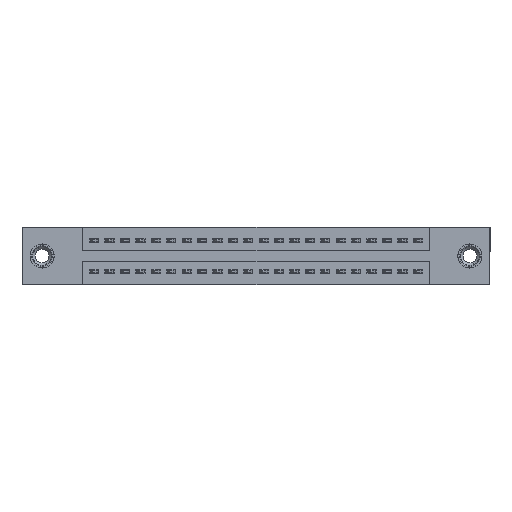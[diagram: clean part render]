
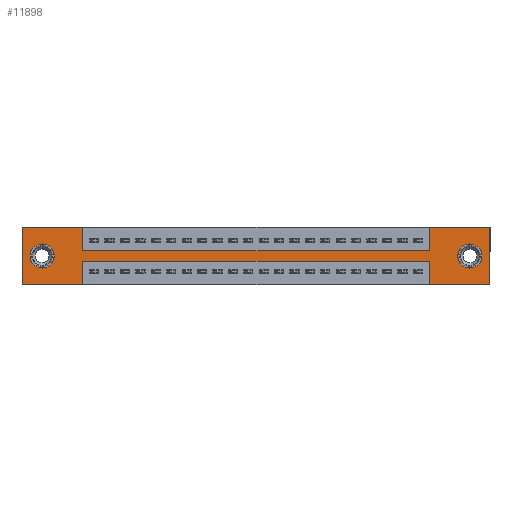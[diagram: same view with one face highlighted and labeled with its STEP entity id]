
A CAD part, front view. The second image highlights one B-rep face of the part: STEP entity #11898.
In plain terms, the highlighted planar face has unit normal (0, -1, 0).
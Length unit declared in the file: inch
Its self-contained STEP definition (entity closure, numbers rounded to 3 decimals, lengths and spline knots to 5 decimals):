
#153 = EDGE_CURVE ( 'NONE', #16049, #8093, #11110, .T. ) ;
#264 = CARTESIAN_POINT ( 'NONE',  ( 2.6425, 0., 0. ) ) ;
#273 = CARTESIAN_POINT ( 'NONE',  ( 0.3925, 0., -0.22 ) ) ;
#280 = AXIS2_PLACEMENT_3D ( 'NONE', #4949, #16904, #6699 ) ;
#491 = CIRCLE ( 'NONE', #10171, 0.078 ) ;
#600 = ORIENTED_EDGE ( 'NONE', *, *, #5957, .T. ) ;
#837 = CARTESIAN_POINT ( 'NONE',  ( 0., 0., 0. ) ) ;
#1171 = DIRECTION ( 'NONE',  ( 0., 0., -1. ) ) ;
#1402 = DIRECTION ( 'NONE',  ( 0., 0., -1. ) ) ;
#1892 = DIRECTION ( 'NONE',  ( 0., 0., 1. ) ) ;
#1928 = VERTEX_POINT ( 'NONE', #13908 ) ;
#2034 = ORIENTED_EDGE ( 'NONE', *, *, #6408, .F. ) ;
#2109 = DIRECTION ( 'NONE',  ( 0., 0., 1. ) ) ;
#2291 = LINE ( 'NONE', #8170, #11535 ) ;
#2590 = ORIENTED_EDGE ( 'NONE', *, *, #11685, .F. ) ;
#3134 = CARTESIAN_POINT ( 'NONE',  ( 0., 0., -0.37 ) ) ;
#3811 = VERTEX_POINT ( 'NONE', #18885 ) ;
#3978 = CARTESIAN_POINT ( 'NONE',  ( 2.6425, 0., -0.22 ) ) ;
#4190 = LINE ( 'NONE', #9775, #17278 ) ;
#4200 = VERTEX_POINT ( 'NONE', #21445 ) ;
#4678 = VERTEX_POINT ( 'NONE', #3978 ) ;
#4949 = CARTESIAN_POINT ( 'NONE',  ( 0.13, 0., -0.185 ) ) ;
#4997 = ORIENTED_EDGE ( 'NONE', *, *, #16267, .F. ) ;
#5222 = CARTESIAN_POINT ( 'NONE',  ( 0.13, 0., -0.263 ) ) ;
#5376 = CARTESIAN_POINT ( 'NONE',  ( 0., 0., 0. ) ) ;
#5503 = DIRECTION ( 'NONE',  ( 1., 0., 0. ) ) ;
#5537 = CARTESIAN_POINT ( 'NONE',  ( 0., 0., -0.37 ) ) ;
#5546 = VERTEX_POINT ( 'NONE', #6146 ) ;
#5672 = CARTESIAN_POINT ( 'NONE',  ( 0.3925, 0., -0.22 ) ) ;
#5836 = EDGE_CURVE ( 'NONE', #11647, #11276, #8599, .T. ) ;
#5876 = VECTOR ( 'NONE', #7962, 39.37008 ) ;
#5957 = EDGE_CURVE ( 'NONE', #13641, #3811, #11022, .T. ) ;
#6063 = CARTESIAN_POINT ( 'NONE',  ( 0., 0., -0.37 ) ) ;
#6080 = LINE ( 'NONE', #21817, #10112 ) ;
#6146 = CARTESIAN_POINT ( 'NONE',  ( 3.035, 0., 0. ) ) ;
#6408 = EDGE_CURVE ( 'NONE', #9653, #15049, #6419, .T. ) ;
#6419 = LINE ( 'NONE', #837, #5876 ) ;
#6591 = VERTEX_POINT ( 'NONE', #3134 ) ;
#6699 = DIRECTION ( 'NONE',  ( 0., 0., 1. ) ) ;
#6886 = EDGE_CURVE ( 'NONE', #4678, #19111, #12317, .T. ) ;
#7006 = ORIENTED_EDGE ( 'NONE', *, *, #13867, .F. ) ;
#7301 = ORIENTED_EDGE ( 'NONE', *, *, #16116, .F. ) ;
#7325 = ORIENTED_EDGE ( 'NONE', *, *, #20190, .F. ) ;
#7349 = DIRECTION ( 'NONE',  ( 0., 1., 0. ) ) ;
#7429 = EDGE_LOOP ( 'NONE', ( #10691, #18481, #9102, #9773, #7325, #7301, #17259, #7006, #4997, #2034, #16438, #2590 ) ) ;
#7962 = DIRECTION ( 'NONE',  ( 1., 0., 0. ) ) ;
#8093 = VERTEX_POINT ( 'NONE', #5222 ) ;
#8170 = CARTESIAN_POINT ( 'NONE',  ( 2.6425, 0., -0.37 ) ) ;
#8583 = AXIS2_PLACEMENT_3D ( 'NONE', #21617, #11652, #1171 ) ;
#8599 = LINE ( 'NONE', #5537, #21980 ) ;
#9043 = EDGE_LOOP ( 'NONE', ( #600, #9224 ) ) ;
#9102 = ORIENTED_EDGE ( 'NONE', *, *, #22102, .F. ) ;
#9175 = VECTOR ( 'NONE', #5503, 39.37008 ) ;
#9224 = ORIENTED_EDGE ( 'NONE', *, *, #16489, .T. ) ;
#9535 = DIRECTION ( 'NONE',  ( 0., 0., -1. ) ) ;
#9653 = VERTEX_POINT ( 'NONE', #20549 ) ;
#9693 = AXIS2_PLACEMENT_3D ( 'NONE', #6063, #19628, #9535 ) ;
#9713 = LINE ( 'NONE', #13743, #18168 ) ;
#9773 = ORIENTED_EDGE ( 'NONE', *, *, #5836, .F. ) ;
#9775 = CARTESIAN_POINT ( 'NONE',  ( 0., 0., 0. ) ) ;
#10112 = VECTOR ( 'NONE', #1402, 39.37008 ) ;
#10143 = CARTESIAN_POINT ( 'NONE',  ( 0.3925, 0., -0.15 ) ) ;
#10171 = AXIS2_PLACEMENT_3D ( 'NONE', #17527, #7349, #19178 ) ;
#10341 = CARTESIAN_POINT ( 'NONE',  ( 0.13, 0., -0.185 ) ) ;
#10446 = AXIS2_PLACEMENT_3D ( 'NONE', #10341, #21848, #18300 ) ;
#10691 = ORIENTED_EDGE ( 'NONE', *, *, #18113, .F. ) ;
#10741 = CARTESIAN_POINT ( 'NONE',  ( 0., 0., -0.37 ) ) ;
#10783 = DIRECTION ( 'NONE',  ( -1., 0., 0. ) ) ;
#11022 = CIRCLE ( 'NONE', #8583, 0.078 ) ;
#11110 = CIRCLE ( 'NONE', #10446, 0.078 ) ;
#11208 = VERTEX_POINT ( 'NONE', #13005 ) ;
#11276 = VERTEX_POINT ( 'NONE', #16545 ) ;
#11431 = DIRECTION ( 'NONE',  ( 0., 0., -1. ) ) ;
#11535 = VECTOR ( 'NONE', #19944, 39.37008 ) ;
#11647 = VERTEX_POINT ( 'NONE', #19048 ) ;
#11652 = DIRECTION ( 'NONE',  ( 0., 1., 0. ) ) ;
#11685 = EDGE_CURVE ( 'NONE', #4200, #6591, #17765, .T. ) ;
#11696 = LINE ( 'NONE', #264, #20059 ) ;
#11774 = VECTOR ( 'NONE', #10783, 39.37008 ) ;
#11898 = ADVANCED_FACE ( 'NONE', ( #16964, #11952, #20825 ), #16297, .T. ) ;
#11952 = FACE_BOUND ( 'NONE', #14972, .T. ) ;
#12317 = LINE ( 'NONE', #273, #11774 ) ;
#12779 = ORIENTED_EDGE ( 'NONE', *, *, #14191, .T. ) ;
#13005 = CARTESIAN_POINT ( 'NONE',  ( 2.6425, 0., 0. ) ) ;
#13183 = EDGE_CURVE ( 'NONE', #6591, #9653, #13515, .T. ) ;
#13515 = LINE ( 'NONE', #5376, #21786 ) ;
#13641 = VERTEX_POINT ( 'NONE', #20156 ) ;
#13741 = LINE ( 'NONE', #14071, #9175 ) ;
#13743 = CARTESIAN_POINT ( 'NONE',  ( 3.035, 0., 0. ) ) ;
#13867 = EDGE_CURVE ( 'NONE', #20881, #1928, #13741, .T. ) ;
#13908 = CARTESIAN_POINT ( 'NONE',  ( 2.6425, 0., -0.15 ) ) ;
#13955 = ORIENTED_EDGE ( 'NONE', *, *, #153, .T. ) ;
#14071 = CARTESIAN_POINT ( 'NONE',  ( 0.3925, 0., -0.15 ) ) ;
#14191 = EDGE_CURVE ( 'NONE', #8093, #16049, #20730, .T. ) ;
#14774 = CARTESIAN_POINT ( 'NONE',  ( 0.13, 0., -0.107 ) ) ;
#14972 = EDGE_LOOP ( 'NONE', ( #13955, #12779 ) ) ;
#15049 = VERTEX_POINT ( 'NONE', #17377 ) ;
#16049 = VERTEX_POINT ( 'NONE', #14774 ) ;
#16116 = EDGE_CURVE ( 'NONE', #11208, #5546, #4190, .T. ) ;
#16267 = EDGE_CURVE ( 'NONE', #15049, #20881, #6080, .T. ) ;
#16297 = PLANE ( 'NONE',  #9693 ) ;
#16438 = ORIENTED_EDGE ( 'NONE', *, *, #13183, .F. ) ;
#16489 = EDGE_CURVE ( 'NONE', #3811, #13641, #491, .T. ) ;
#16545 = CARTESIAN_POINT ( 'NONE',  ( 2.6425, 0., -0.37 ) ) ;
#16904 = DIRECTION ( 'NONE',  ( 0., 1., 0. ) ) ;
#16964 = FACE_BOUND ( 'NONE', #9043, .T. ) ;
#17059 = EDGE_CURVE ( 'NONE', #1928, #11208, #11696, .T. ) ;
#17217 = VECTOR ( 'NONE', #11431, 39.37008 ) ;
#17259 = ORIENTED_EDGE ( 'NONE', *, *, #17059, .F. ) ;
#17278 = VECTOR ( 'NONE', #19844, 39.37008 ) ;
#17377 = CARTESIAN_POINT ( 'NONE',  ( 0.3925, 0., 0. ) ) ;
#17457 = DIRECTION ( 'NONE',  ( -1., 0., 0. ) ) ;
#17527 = CARTESIAN_POINT ( 'NONE',  ( 2.905, 0., -0.185 ) ) ;
#17765 = LINE ( 'NONE', #10741, #20579 ) ;
#18113 = EDGE_CURVE ( 'NONE', #19111, #4200, #21073, .T. ) ;
#18168 = VECTOR ( 'NONE', #21982, 39.37008 ) ;
#18300 = DIRECTION ( 'NONE',  ( 0., 0., 1. ) ) ;
#18481 = ORIENTED_EDGE ( 'NONE', *, *, #6886, .F. ) ;
#18885 = CARTESIAN_POINT ( 'NONE',  ( 2.905, 0., -0.263 ) ) ;
#19048 = CARTESIAN_POINT ( 'NONE',  ( 3.035, 0., -0.37 ) ) ;
#19111 = VERTEX_POINT ( 'NONE', #5672 ) ;
#19178 = DIRECTION ( 'NONE',  ( 0., 0., -1. ) ) ;
#19628 = DIRECTION ( 'NONE',  ( 0., -1., 0. ) ) ;
#19844 = DIRECTION ( 'NONE',  ( 1., 0., 0. ) ) ;
#19944 = DIRECTION ( 'NONE',  ( 0., 0., 1. ) ) ;
#20059 = VECTOR ( 'NONE', #2109, 39.37008 ) ;
#20156 = CARTESIAN_POINT ( 'NONE',  ( 2.905, 0., -0.107 ) ) ;
#20190 = EDGE_CURVE ( 'NONE', #5546, #11647, #9713, .T. ) ;
#20549 = CARTESIAN_POINT ( 'NONE',  ( 0., 0., 0. ) ) ;
#20579 = VECTOR ( 'NONE', #20764, 39.37008 ) ;
#20730 = CIRCLE ( 'NONE', #280, 0.078 ) ;
#20764 = DIRECTION ( 'NONE',  ( -1., 0., 0. ) ) ;
#20825 = FACE_OUTER_BOUND ( 'NONE', #7429, .T. ) ;
#20881 = VERTEX_POINT ( 'NONE', #10143 ) ;
#21073 = LINE ( 'NONE', #21412, #17217 ) ;
#21412 = CARTESIAN_POINT ( 'NONE',  ( 0.3925, 0., -0.37 ) ) ;
#21445 = CARTESIAN_POINT ( 'NONE',  ( 0.3925, 0., -0.37 ) ) ;
#21617 = CARTESIAN_POINT ( 'NONE',  ( 2.905, 0., -0.185 ) ) ;
#21786 = VECTOR ( 'NONE', #1892, 39.37008 ) ;
#21817 = CARTESIAN_POINT ( 'NONE',  ( 0.3925, 0., 0. ) ) ;
#21848 = DIRECTION ( 'NONE',  ( 0., 1., 0. ) ) ;
#21980 = VECTOR ( 'NONE', #17457, 39.37008 ) ;
#21982 = DIRECTION ( 'NONE',  ( 0., 0., -1. ) ) ;
#22102 = EDGE_CURVE ( 'NONE', #11276, #4678, #2291, .T. ) ;
